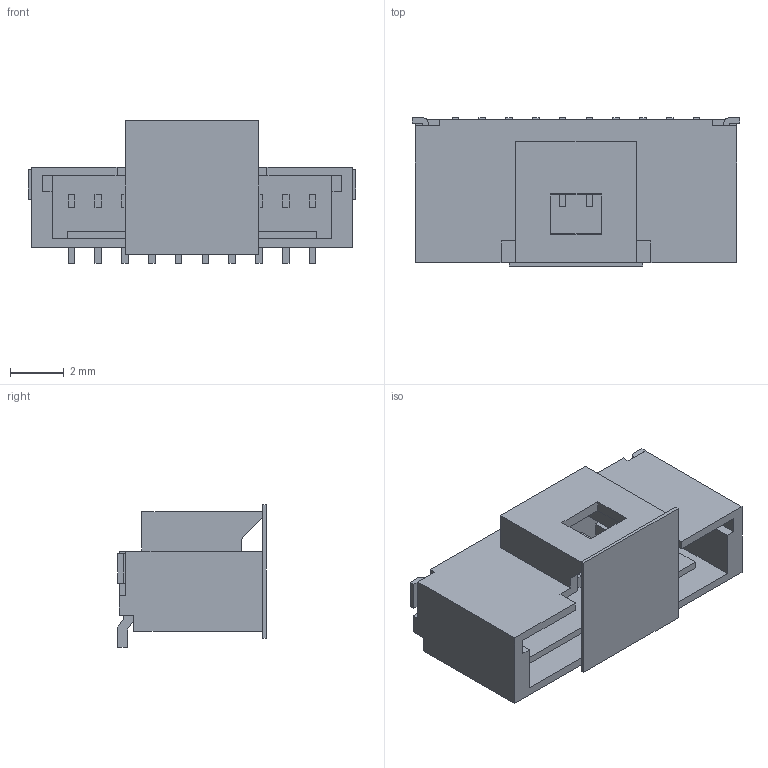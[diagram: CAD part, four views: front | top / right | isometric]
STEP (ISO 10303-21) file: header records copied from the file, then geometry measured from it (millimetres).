
FILE_DESCRIPTION(/* description */ (''),/* implementation_level */ '2;1');
FILE_NAME(/* name */ '5013311007wbm000_01_214.stp',/* time_stamp */ '2024-02-15T19:24:55+06:00',/* author */ (''),/* organization */ (''),/* preprocessor_version */ 'ST-DEVELOPER v16.7',/* originating_system */ 'SIEMENS PLM Software NX 1919',/* authorisation */ '');
FILE_SCHEMA (('AUTOMOTIVE_DESIGN { 1 0 10303 214 3 1 1 1 }'));
Length unit declared in the file: millimetre
Products named in the file (1): 5013311007wbm000_01
Bounding box: 12.24 x 5.54 x 5.33 mm (x, y, z)
Volume: 107.8 mm3; surface area: 473.3 mm2
Topology: 2 solids, 2 shells, 205 faces, 567 edges, 378 vertices
Faces by surface type: plane 202, cylinder 3
Entity records: 6441 total; most frequent: CARTESIAN_POINT 1151, ORIENTED_EDGE 1134, DIRECTION 985, EDGE_CURVE 567, LINE 561, VECTOR 561, VERTEX_POINT 378, EDGE_LOOP 219
